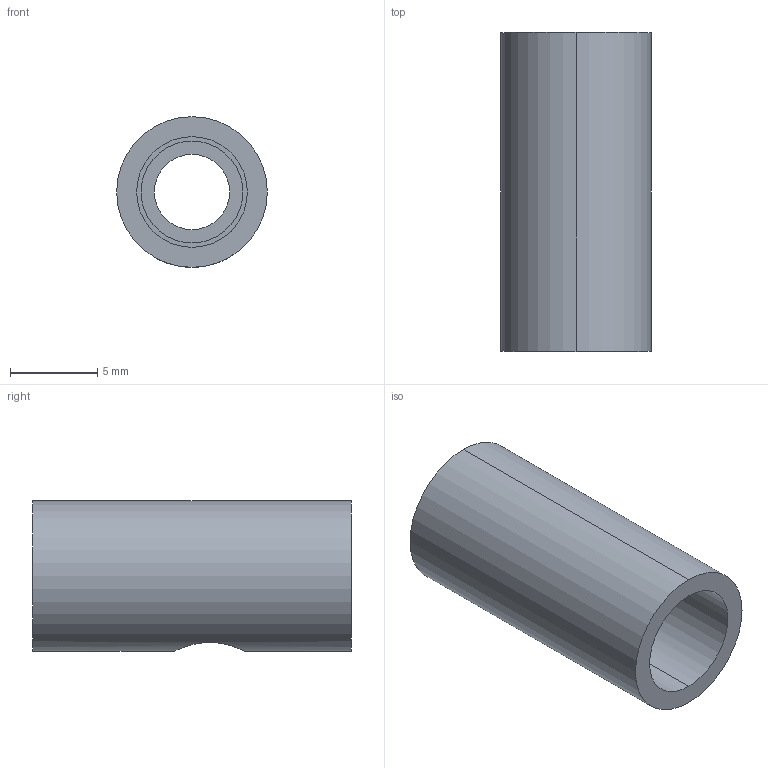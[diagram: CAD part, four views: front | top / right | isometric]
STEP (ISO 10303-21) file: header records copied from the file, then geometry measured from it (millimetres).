
FILE_DESCRIPTION (( 'STEP AP214' ), '1' );
FILE_NAME ('TO Trim Button Holder.STEP', '2021-04-25T23:53:41', ( '' ), ( '' ), 'SwSTEP 2.0', 'SolidWorks 2019', '' );
FILE_SCHEMA (( 'AUTOMOTIVE_DESIGN' ));
Length unit declared in the file: millimetre
Products named in the file (1): TO Trim Button Holder
Bounding box: 8.64 x 18.29 x 8.64 mm (x, y, z)
Volume: 519.2 mm3; surface area: 922.7 mm2
Topology: 1 solids, 1 shells, 14 faces, 36 edges, 24 vertices
Faces by surface type: cylinder 10, plane 4
Entity records: 582 total; most frequent: CARTESIAN_POINT 195, DIRECTION 74, ORIENTED_EDGE 72, EDGE_CURVE 36, AXIS2_PLACEMENT_3D 31, VERTEX_POINT 24, EDGE_LOOP 18, CIRCLE 16
